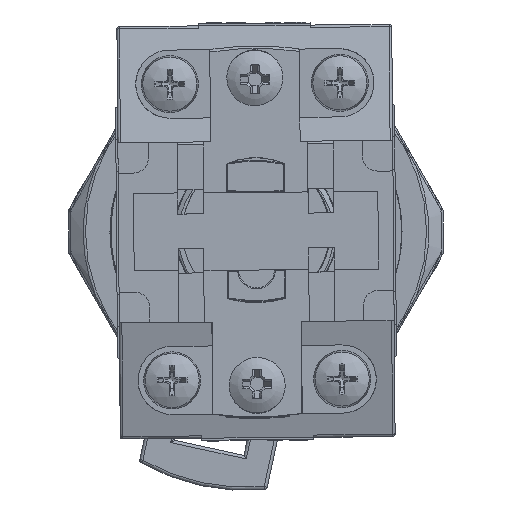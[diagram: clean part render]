
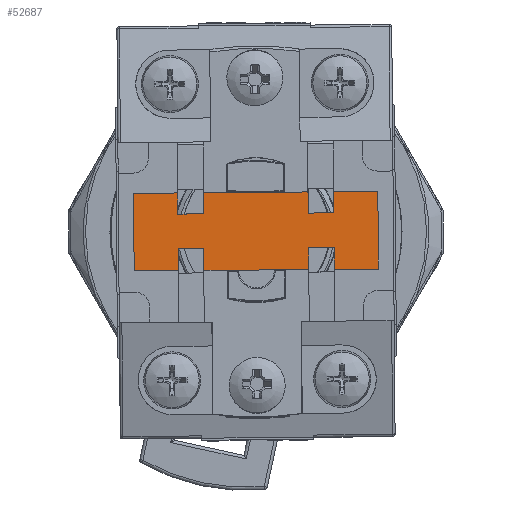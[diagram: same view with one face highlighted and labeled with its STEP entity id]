
A CAD part, front view. The second image highlights one B-rep face of the part: STEP entity #52687.
In plain terms, the highlighted face is planar.
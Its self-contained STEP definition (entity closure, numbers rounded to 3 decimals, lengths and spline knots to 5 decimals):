
#5317=LINE('',#132265,#9906);
#5332=LINE('',#132324,#9921);
#5336=LINE('',#132333,#9925);
#5339=LINE('',#132338,#9928);
#5340=LINE('',#132341,#9929);
#5345=LINE('',#132351,#9934);
#5348=LINE('',#132356,#9937);
#5353=LINE('',#132365,#9942);
#5373=LINE('',#132404,#9962);
#5375=LINE('',#132408,#9964);
#5377=LINE('',#132412,#9966);
#5380=LINE('',#132417,#9969);
#5382=LINE('',#132421,#9971);
#5385=LINE('',#132429,#9974);
#5395=LINE('',#132453,#9984);
#5397=LINE('',#132456,#9986);
#5398=LINE('',#132458,#9987);
#5399=LINE('',#132461,#9988);
#5400=LINE('',#132463,#9989);
#5401=LINE('',#132464,#9990);
#5402=LINE('',#132466,#9991);
#5403=LINE('',#132468,#9992);
#5404=LINE('',#132469,#9993);
#5405=LINE('',#132471,#9994);
#5406=LINE('',#132473,#9995);
#5407=LINE('',#132474,#9996);
#5408=LINE('',#132476,#9997);
#5409=LINE('',#132477,#9998);
#9906=VECTOR('',#65747,0.08492);
#9921=VECTOR('',#65800,0.22441);
#9925=VECTOR('',#65810,0.09843);
#9928=VECTOR('',#65815,0.08138);
#9929=VECTOR('',#65818,0.08158);
#9934=VECTOR('',#65825,0.08138);
#9937=VECTOR('',#65830,0.09843);
#9942=VECTOR('',#65839,0.08158);
#9962=VECTOR('',#65871,0.08492);
#9964=VECTOR('',#65875,0.09843);
#9966=VECTOR('',#65879,0.08492);
#9969=VECTOR('',#65884,0.09843);
#9971=VECTOR('',#65888,0.08492);
#9974=VECTOR('',#65897,0.22441);
#9984=VECTOR('',#65923,0.17097);
#9986=VECTOR('',#65927,0.09158);
#9987=VECTOR('',#65930,0.0901);
#9988=VECTOR('',#65933,0.17097);
#9989=VECTOR('',#65934,0.30036);
#9990=VECTOR('',#65935,0.17097);
#9991=VECTOR('',#65936,0.00092);
#9992=VECTOR('',#65937,0.0002);
#9993=VECTOR('',#65938,0.09021);
#9994=VECTOR('',#65939,0.08963);
#9995=VECTOR('',#65940,0.0002);
#9996=VECTOR('',#65941,0.00092);
#9997=VECTOR('',#65942,0.17097);
#9998=VECTOR('',#65943,0.30036);
#14308=FACE_OUTER_BOUND('',#17314,.T.);
#17314=EDGE_LOOP('',(#41592,#41593,#41594,#41595,#41596,#41597,#41598,#41599,
#41600,#41601,#41602,#41603,#41604,#41605,#41606,#41607,#41608,#41609,#41610,
#41611,#41612,#41613,#41614,#41615,#41616,#41617,#41618,#41619));
#23619=VERTEX_POINT('',#132262);
#23620=VERTEX_POINT('',#132264);
#23626=VERTEX_POINT('',#132317);
#23627=VERTEX_POINT('',#132322);
#23628=VERTEX_POINT('',#132330);
#23629=VERTEX_POINT('',#132332);
#23630=VERTEX_POINT('',#132336);
#23631=VERTEX_POINT('',#132340);
#23634=VERTEX_POINT('',#132348);
#23635=VERTEX_POINT('',#132350);
#23636=VERTEX_POINT('',#132354);
#23638=VERTEX_POINT('',#132363);
#23650=VERTEX_POINT('',#132401);
#23651=VERTEX_POINT('',#132403);
#23652=VERTEX_POINT('',#132407);
#23653=VERTEX_POINT('',#132411);
#23654=VERTEX_POINT('',#132415);
#23655=VERTEX_POINT('',#132419);
#23656=VERTEX_POINT('',#132426);
#23657=VERTEX_POINT('',#132428);
#23663=VERTEX_POINT('',#132452);
#23664=VERTEX_POINT('',#132460);
#23665=VERTEX_POINT('',#132462);
#23666=VERTEX_POINT('',#132465);
#23667=VERTEX_POINT('',#132467);
#23668=VERTEX_POINT('',#132470);
#23669=VERTEX_POINT('',#132472);
#23670=VERTEX_POINT('',#132475);
#30016=EDGE_CURVE('',#23619,#23620,#5317,.T.);
#30039=EDGE_CURVE('',#23627,#23626,#5332,.T.);
#30043=EDGE_CURVE('',#23628,#23629,#5336,.T.);
#30046=EDGE_CURVE('',#23630,#23628,#5339,.T.);
#30047=EDGE_CURVE('',#23629,#23631,#5340,.T.);
#30052=EDGE_CURVE('',#23634,#23635,#5345,.T.);
#30055=EDGE_CURVE('',#23636,#23634,#5348,.T.);
#30060=EDGE_CURVE('',#23638,#23636,#5353,.T.);
#30080=EDGE_CURVE('',#23650,#23651,#5373,.T.);
#30082=EDGE_CURVE('',#23651,#23652,#5375,.T.);
#30084=EDGE_CURVE('',#23652,#23653,#5377,.T.);
#30087=EDGE_CURVE('',#23654,#23619,#5380,.T.);
#30089=EDGE_CURVE('',#23655,#23654,#5382,.T.);
#30092=EDGE_CURVE('',#23656,#23657,#5385,.T.);
#30104=EDGE_CURVE('',#23663,#23620,#5395,.T.);
#30106=EDGE_CURVE('',#23655,#23626,#5397,.T.);
#30107=EDGE_CURVE('',#23627,#23653,#5398,.T.);
#30108=EDGE_CURVE('',#23650,#23664,#5399,.T.);
#30109=EDGE_CURVE('',#23664,#23665,#5400,.T.);
#30110=EDGE_CURVE('',#23665,#23631,#5401,.T.);
#30111=EDGE_CURVE('',#23666,#23630,#5402,.T.);
#30112=EDGE_CURVE('',#23667,#23666,#5403,.T.);
#30113=EDGE_CURVE('',#23667,#23657,#5404,.T.);
#30114=EDGE_CURVE('',#23656,#23668,#5405,.T.);
#30115=EDGE_CURVE('',#23669,#23668,#5406,.T.);
#30116=EDGE_CURVE('',#23635,#23669,#5407,.T.);
#30117=EDGE_CURVE('',#23638,#23670,#5408,.T.);
#30118=EDGE_CURVE('',#23670,#23663,#5409,.T.);
#41592=ORIENTED_EDGE('',*,*,#30080,.F.);
#41593=ORIENTED_EDGE('',*,*,#30108,.T.);
#41594=ORIENTED_EDGE('',*,*,#30109,.T.);
#41595=ORIENTED_EDGE('',*,*,#30110,.T.);
#41596=ORIENTED_EDGE('',*,*,#30047,.F.);
#41597=ORIENTED_EDGE('',*,*,#30043,.F.);
#41598=ORIENTED_EDGE('',*,*,#30046,.F.);
#41599=ORIENTED_EDGE('',*,*,#30111,.F.);
#41600=ORIENTED_EDGE('',*,*,#30112,.F.);
#41601=ORIENTED_EDGE('',*,*,#30113,.T.);
#41602=ORIENTED_EDGE('',*,*,#30092,.F.);
#41603=ORIENTED_EDGE('',*,*,#30114,.T.);
#41604=ORIENTED_EDGE('',*,*,#30115,.F.);
#41605=ORIENTED_EDGE('',*,*,#30116,.F.);
#41606=ORIENTED_EDGE('',*,*,#30052,.F.);
#41607=ORIENTED_EDGE('',*,*,#30055,.F.);
#41608=ORIENTED_EDGE('',*,*,#30060,.F.);
#41609=ORIENTED_EDGE('',*,*,#30117,.T.);
#41610=ORIENTED_EDGE('',*,*,#30118,.T.);
#41611=ORIENTED_EDGE('',*,*,#30104,.T.);
#41612=ORIENTED_EDGE('',*,*,#30016,.F.);
#41613=ORIENTED_EDGE('',*,*,#30087,.F.);
#41614=ORIENTED_EDGE('',*,*,#30089,.F.);
#41615=ORIENTED_EDGE('',*,*,#30106,.T.);
#41616=ORIENTED_EDGE('',*,*,#30039,.F.);
#41617=ORIENTED_EDGE('',*,*,#30107,.T.);
#41618=ORIENTED_EDGE('',*,*,#30084,.F.);
#41619=ORIENTED_EDGE('',*,*,#30082,.F.);
#49029=PLANE('',#57085);
#52687=ADVANCED_FACE('',(#14308),#49029,.F.);
#57085=AXIS2_PLACEMENT_3D('',#132459,#65931,#65932);
#65747=DIRECTION('',(0.,-1.,0.));
#65800=DIRECTION('',(1.,0.,0.));
#65810=DIRECTION('',(-1.,0.,0.));
#65815=DIRECTION('',(0.,-1.,0.));
#65818=DIRECTION('',(0.,1.,0.));
#65825=DIRECTION('',(0.,1.,0.));
#65830=DIRECTION('',(-1.,0.,0.));
#65839=DIRECTION('',(0.,-1.,0.));
#65871=DIRECTION('',(0.,1.,0.));
#65875=DIRECTION('',(1.,0.,0.));
#65879=DIRECTION('',(0.,-1.,0.));
#65884=DIRECTION('',(1.,0.,0.));
#65888=DIRECTION('',(0.,1.,0.));
#65897=DIRECTION('',(-1.,0.,0.));
#65923=DIRECTION('',(-1.,0.,0.));
#65927=DIRECTION('',(-1.,0.,0.));
#65930=DIRECTION('',(-1.,0.,0.));
#65931=DIRECTION('center_axis',(0.,0.,1.));
#65932=DIRECTION('ref_axis',(1.,0.,0.));
#65933=DIRECTION('',(-1.,0.,0.));
#65934=DIRECTION('',(0.,1.,0.));
#65935=DIRECTION('',(1.,0.,0.));
#65936=DIRECTION('',(-1.,0.,0.));
#65937=DIRECTION('',(0.,-1.,0.));
#65938=DIRECTION('',(1.,0.,0.));
#65939=DIRECTION('',(1.,0.,0.));
#65940=DIRECTION('',(0.,1.,0.));
#65941=DIRECTION('',(-1.,0.,0.));
#65942=DIRECTION('',(1.,0.,0.));
#65943=DIRECTION('',(0.,-1.,0.));
#132262=CARTESIAN_POINT('',(0.30147,0.65484,0.01969));
#132264=CARTESIAN_POINT('',(0.30147,0.56992,0.01969));
#132265=CARTESIAN_POINT('',(0.30147,0.65484,0.01969));
#132317=CARTESIAN_POINT('',(0.11147,0.56992,0.01969));
#132322=CARTESIAN_POINT('',(-0.11294,0.56992,0.01969));
#132324=CARTESIAN_POINT('',(-0.11294,0.56992,0.01969));
#132330=CARTESIAN_POINT('',(-0.20305,0.7887,0.01969));
#132332=CARTESIAN_POINT('',(-0.30147,0.7887,0.01969));
#132333=CARTESIAN_POINT('',(-0.20305,0.7887,0.01969));
#132336=CARTESIAN_POINT('',(-0.20305,0.87008,0.01969));
#132338=CARTESIAN_POINT('',(-0.20305,0.87008,0.01969));
#132340=CARTESIAN_POINT('',(-0.30147,0.87028,0.01969));
#132341=CARTESIAN_POINT('',(-0.30147,0.7887,0.01969));
#132348=CARTESIAN_POINT('',(0.20305,0.7887,0.01969));
#132350=CARTESIAN_POINT('',(0.20305,0.87008,0.01969));
#132351=CARTESIAN_POINT('',(0.20305,0.7887,0.01969));
#132354=CARTESIAN_POINT('',(0.30147,0.7887,0.01969));
#132356=CARTESIAN_POINT('',(0.30147,0.7887,0.01969));
#132363=CARTESIAN_POINT('',(0.30147,0.87028,0.01969));
#132365=CARTESIAN_POINT('',(0.30147,0.87028,0.01969));
#132401=CARTESIAN_POINT('',(-0.30147,0.56992,0.01969));
#132403=CARTESIAN_POINT('',(-0.30147,0.65484,0.01969));
#132404=CARTESIAN_POINT('',(-0.30147,0.56992,0.01969));
#132407=CARTESIAN_POINT('',(-0.20305,0.65484,0.01969));
#132408=CARTESIAN_POINT('',(-0.30147,0.65484,0.01969));
#132411=CARTESIAN_POINT('',(-0.20305,0.56992,0.01969));
#132412=CARTESIAN_POINT('',(-0.20305,0.65484,0.01969));
#132415=CARTESIAN_POINT('',(0.20305,0.65484,0.01969));
#132417=CARTESIAN_POINT('',(0.20305,0.65484,0.01969));
#132419=CARTESIAN_POINT('',(0.20305,0.56992,0.01969));
#132421=CARTESIAN_POINT('',(0.20305,0.56992,0.01969));
#132426=CARTESIAN_POINT('',(0.11249,0.87028,0.01969));
#132428=CARTESIAN_POINT('',(-0.11191,0.87028,0.01969));
#132429=CARTESIAN_POINT('',(0.11249,0.87028,0.01969));
#132452=CARTESIAN_POINT('',(0.47244,0.56992,0.01969));
#132453=CARTESIAN_POINT('',(0.47244,0.56992,0.01969));
#132456=CARTESIAN_POINT('',(0.20305,0.56992,0.01969));
#132458=CARTESIAN_POINT('',(-0.11294,0.56992,0.01969));
#132459=CARTESIAN_POINT('Origin',(0.,0.7201,
0.01969));
#132460=CARTESIAN_POINT('',(-0.47244,0.56992,0.01969));
#132461=CARTESIAN_POINT('',(-0.30147,0.56992,0.01969));
#132462=CARTESIAN_POINT('',(-0.47244,0.87028,0.01969));
#132463=CARTESIAN_POINT('',(-0.47244,0.56992,0.01969));
#132464=CARTESIAN_POINT('',(-0.47244,0.87028,0.01969));
#132465=CARTESIAN_POINT('',(-0.20213,0.87008,0.01969));
#132466=CARTESIAN_POINT('',(-0.20213,0.87008,0.01969));
#132467=CARTESIAN_POINT('',(-0.20213,0.87028,0.01969));
#132468=CARTESIAN_POINT('',(-0.20213,0.87028,0.01969));
#132469=CARTESIAN_POINT('',(-0.20213,0.87028,0.01969));
#132470=CARTESIAN_POINT('',(0.20213,0.87028,0.01969));
#132471=CARTESIAN_POINT('',(0.11249,0.87028,0.01969));
#132472=CARTESIAN_POINT('',(0.20213,0.87008,0.01969));
#132473=CARTESIAN_POINT('',(0.20213,0.87008,0.01969));
#132474=CARTESIAN_POINT('',(0.20305,0.87008,0.01969));
#132475=CARTESIAN_POINT('',(0.47244,0.87028,0.01969));
#132476=CARTESIAN_POINT('',(0.30147,0.87028,0.01969));
#132477=CARTESIAN_POINT('',(0.47244,0.87028,0.01969));
